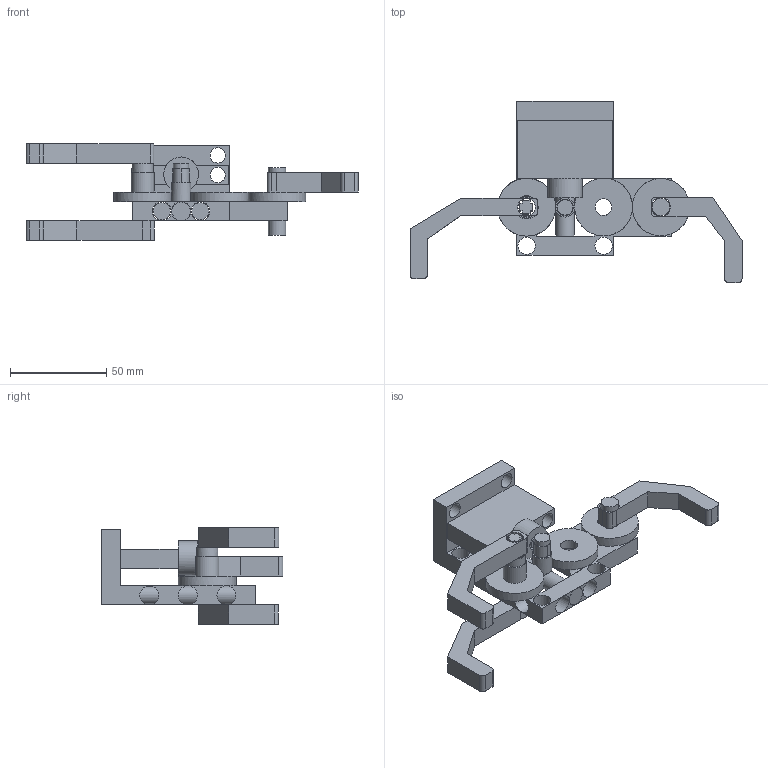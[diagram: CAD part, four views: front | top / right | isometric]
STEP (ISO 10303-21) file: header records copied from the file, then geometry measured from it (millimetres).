
FILE_DESCRIPTION(('STEP AP203'), '1');
FILE_NAME('櫻蠉錪錼蜦', '', ('UNSPECIFIED'), ('UNSPECIFIED'), 'C3D Converter', 'C3D Toolkit', '');
FILE_SCHEMA(('CONFIG_CONTROL_DESIGN'));
Length unit declared in the file: millimetre
Products named in the file (1): 001
Bounding box: 172.33 x 94.26 x 50 mm (x, y, z)
Volume: 84105.8 mm3; surface area: 52386.2 mm2
Topology: 9 solids, 9 shells, 200 faces, 491 edges, 312 vertices
Faces by surface type: plane 126, cylinder 74
Full cylindrical faces by diameter (mm): 6 x1, 8 x11, 8.5 x1, 8.791 x1, 9 x14, 9.7 x4, 9.9 x12, 9.992 x1, 10 x4, 11 x1, 12 x1, 18 x1, 30 x1
Entity records: 5854 total; most frequent: DIRECTION 1040, CARTESIAN_POINT 964, ORIENTED_EDGE 876, EDGE_CURVE 438, AXIS2_PLACEMENT_3D 405, EDGE_LOOP 315, VERTEX_POINT 313, LINE 230
